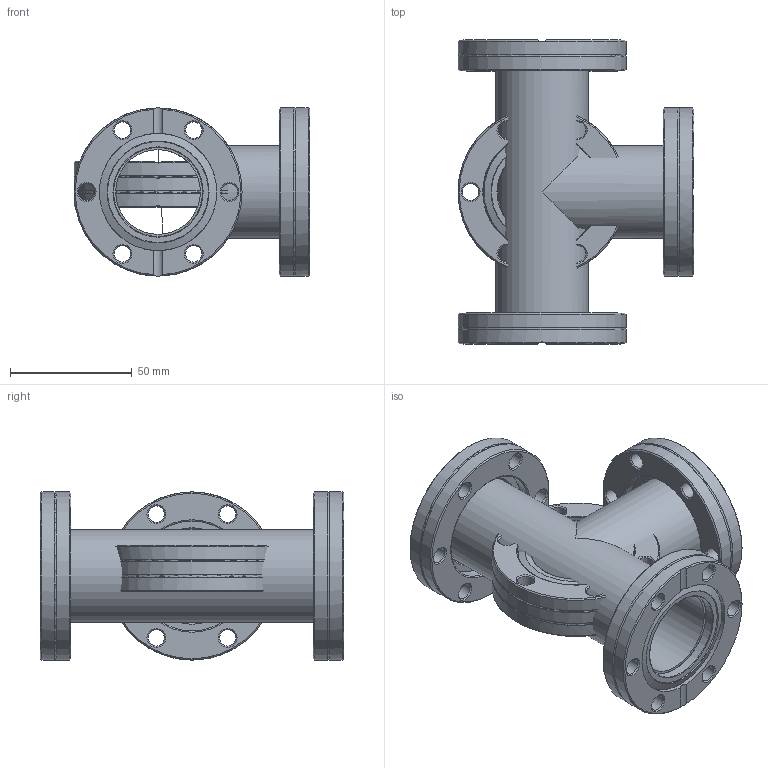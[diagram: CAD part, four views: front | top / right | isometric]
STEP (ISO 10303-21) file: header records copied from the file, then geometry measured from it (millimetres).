
FILE_DESCRIPTION( ( 'Unknown' ), '1' );
FILE_NAME( 'T-0275.stp', 'Unknown', ( 'Unknown' ), ( 'Unknown' ), 'XStep 1.0', 'Unknown', ' ' );
FILE_SCHEMA( ( 'CONFIG_CONTROL_DESIGN' ) );
Length unit declared in the file: millimetre
Products named in the file (6): Assem1; A0000603; P0000489; P0000436; P0002053; P0000127
Bounding box: 97 x 124.92 x 69.09 mm (x, y, z)
Volume: 224329.1 mm3; surface area: 143053.3 mm2
Topology: 12 solids, 12 shells, 304 faces, 710 edges, 434 vertices
Faces by surface type: cone 112, cylinder 94, torus 54, plane 44
Full cylindrical faces by diameter (mm): 6.731 x36, 34.798 x4, 36.576 x6, 38.1 x4, 38.354 x2, 38.608 x4, 45.212 x4, 48.209 x4, 48.26 x2, 48.311 x4, 69.088 x12
Entity records: 2792 total; most frequent: CARTESIAN_POINT 525, DIRECTION 448, ORIENTED_EDGE 282, AXIS2_PLACEMENT_3D 220, EDGE_LOOP 212, FACE_OUTER_BOUND 142, EDGE_CURVE 141, VERTEX_POINT 127
